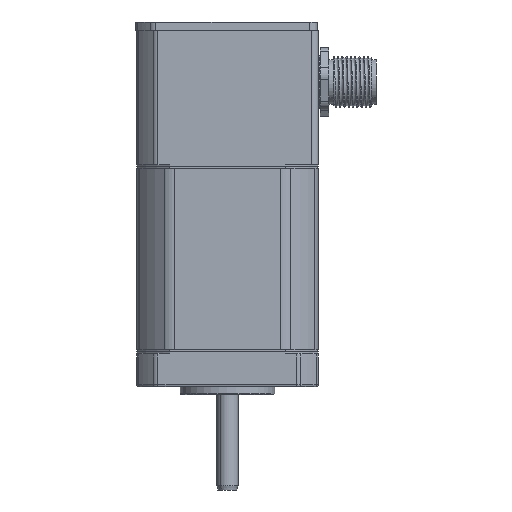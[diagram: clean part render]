
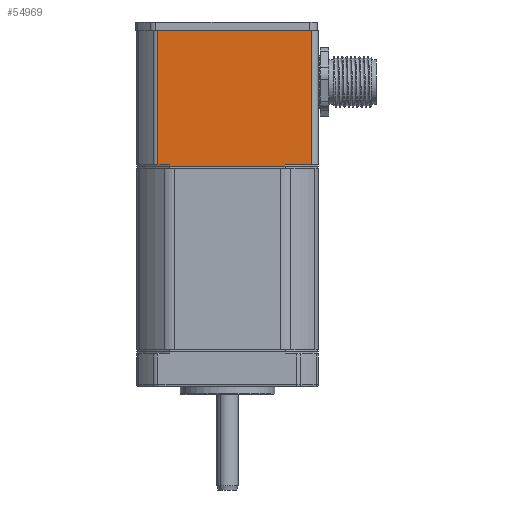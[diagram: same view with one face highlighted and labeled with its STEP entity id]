
A CAD part, left-side view. The second image highlights one B-rep face of the part: STEP entity #54969.
In plain terms, the highlighted planar face has unit normal (-1, 0, 0).
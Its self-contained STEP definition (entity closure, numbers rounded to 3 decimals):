
#738 = LINE ( 'NONE', #25871, #4779 ) ;
#981 = PLANE ( 'NONE',  #38070 ) ;
#2375 = CARTESIAN_POINT ( 'NONE',  ( -21.1, -13.409, 0.5 ) ) ;
#2513 = FACE_OUTER_BOUND ( 'NONE', #11496, .T. ) ;
#2561 = DIRECTION ( 'NONE',  ( 0., 0., -1. ) ) ;
#3696 = EDGE_CURVE ( 'NONE', #9196, #31443, #51429, .T. ) ;
#4525 = CARTESIAN_POINT ( 'NONE',  ( -21.1, 16.155, 0.5 ) ) ;
#4779 = VECTOR ( 'NONE', #38883, 1000. ) ;
#5212 = VERTEX_POINT ( 'NONE', #39326 ) ;
#7142 = EDGE_CURVE ( 'NONE', #16716, #25433, #25558, .T. ) ;
#7290 = VECTOR ( 'NONE', #13250, 1000. ) ;
#8714 = CARTESIAN_POINT ( 'NONE',  ( -21.1, 13.409, 0.5 ) ) ;
#9196 = VERTEX_POINT ( 'NONE', #31503 ) ;
#10020 = LINE ( 'NONE', #31617, #41040 ) ;
#10266 = CARTESIAN_POINT ( 'NONE',  ( -21.1, 16.155, 32. ) ) ;
#11351 = LINE ( 'NONE', #4525, #7290 ) ;
#11496 = EDGE_LOOP ( 'NONE', ( #29346, #52328, #51221, #15743, #50953, #32758, #38496, #42413 ) ) ;
#11950 = VERTEX_POINT ( 'NONE', #30501 ) ;
#11997 = DIRECTION ( 'NONE',  ( 0., 0., -1. ) ) ;
#12581 = VERTEX_POINT ( 'NONE', #34501 ) ;
#13250 = DIRECTION ( 'NONE',  ( 0., 1., 0. ) ) ;
#13677 = EDGE_CURVE ( 'NONE', #11950, #16716, #738, .T. ) ;
#14425 = CARTESIAN_POINT ( 'NONE',  ( -21.1, 16.155, 0.5 ) ) ;
#15114 = VECTOR ( 'NONE', #40422, 1000. ) ;
#15743 = ORIENTED_EDGE ( 'NONE', *, *, #36399, .F. ) ;
#16332 = CARTESIAN_POINT ( 'NONE',  ( -21.1, -13.409, 0.25 ) ) ;
#16716 = VERTEX_POINT ( 'NONE', #45259 ) ;
#18142 = CARTESIAN_POINT ( 'NONE',  ( -21.1, 16.155, 32. ) ) ;
#20660 = VECTOR ( 'NONE', #11997, 1000. ) ;
#20681 = CARTESIAN_POINT ( 'NONE',  ( -21.1, -19.6, 32. ) ) ;
#20859 = VECTOR ( 'NONE', #2561, 1000. ) ;
#21793 = VERTEX_POINT ( 'NONE', #30451 ) ;
#25433 = VERTEX_POINT ( 'NONE', #16332 ) ;
#25558 = LINE ( 'NONE', #2375, #20859 ) ;
#25871 = CARTESIAN_POINT ( 'NONE',  ( -21.1, 16.155, 0.5 ) ) ;
#29031 = LINE ( 'NONE', #53625, #55175 ) ;
#29346 = ORIENTED_EDGE ( 'NONE', *, *, #34169, .F. ) ;
#30451 = CARTESIAN_POINT ( 'NONE',  ( -21.1, -19.6, 31.75 ) ) ;
#30501 = CARTESIAN_POINT ( 'NONE',  ( -21.1, -19.6, 0.5 ) ) ;
#31443 = VERTEX_POINT ( 'NONE', #14425 ) ;
#31503 = CARTESIAN_POINT ( 'NONE',  ( -21.1, 16.155, 31.75 ) ) ;
#31617 = CARTESIAN_POINT ( 'NONE',  ( -21.1, 16.155, 31.75 ) ) ;
#31982 = DIRECTION ( 'NONE',  ( 0., -1., 0. ) ) ;
#32758 = ORIENTED_EDGE ( 'NONE', *, *, #7142, .F. ) ;
#34169 = EDGE_CURVE ( 'NONE', #9196, #21793, #10020, .T. ) ;
#34501 = CARTESIAN_POINT ( 'NONE',  ( -21.1, 13.409, 0.5 ) ) ;
#35501 = DIRECTION ( 'NONE',  ( 1., 0., 0. ) ) ;
#36399 = EDGE_CURVE ( 'NONE', #5212, #12581, #50001, .T. ) ;
#38070 = AXIS2_PLACEMENT_3D ( 'NONE', #18142, #35501, #48233 ) ;
#38496 = ORIENTED_EDGE ( 'NONE', *, *, #13677, .F. ) ;
#38883 = DIRECTION ( 'NONE',  ( 0., 1., 0. ) ) ;
#39326 = CARTESIAN_POINT ( 'NONE',  ( -21.1, 13.409, 0.25 ) ) ;
#40422 = DIRECTION ( 'NONE',  ( 0., 0., -1. ) ) ;
#41040 = VECTOR ( 'NONE', #31982, 1000. ) ;
#42413 = ORIENTED_EDGE ( 'NONE', *, *, #55748, .F. ) ;
#42950 = EDGE_CURVE ( 'NONE', #25433, #5212, #29031, .T. ) ;
#43162 = DIRECTION ( 'NONE',  ( 0., 0., 1. ) ) ;
#44022 = VECTOR ( 'NONE', #43162, 1000. ) ;
#44880 = LINE ( 'NONE', #20681, #20660 ) ;
#45259 = CARTESIAN_POINT ( 'NONE',  ( -21.1, -13.409, 0.5 ) ) ;
#45378 = DIRECTION ( 'NONE',  ( 0., 1., 0. ) ) ;
#48233 = DIRECTION ( 'NONE',  ( 0., 1., 0. ) ) ;
#50001 = LINE ( 'NONE', #8714, #44022 ) ;
#50953 = ORIENTED_EDGE ( 'NONE', *, *, #42950, .F. ) ;
#51221 = ORIENTED_EDGE ( 'NONE', *, *, #54740, .F. ) ;
#51429 = LINE ( 'NONE', #10266, #15114 ) ;
#52328 = ORIENTED_EDGE ( 'NONE', *, *, #3696, .T. ) ;
#53625 = CARTESIAN_POINT ( 'NONE',  ( -21.1, 16.155, 0.25 ) ) ;
#54740 = EDGE_CURVE ( 'NONE', #12581, #31443, #11351, .T. ) ;
#54969 = ADVANCED_FACE ( 'NONE', ( #2513 ), #981, .F. ) ;
#55175 = VECTOR ( 'NONE', #45378, 1000. ) ;
#55748 = EDGE_CURVE ( 'NONE', #21793, #11950, #44880, .T. ) ;
